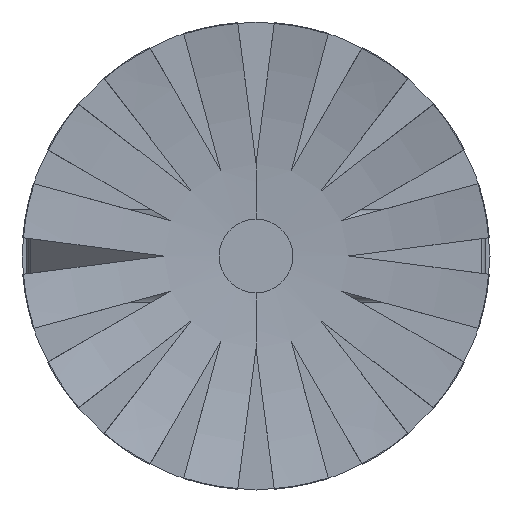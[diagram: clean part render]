
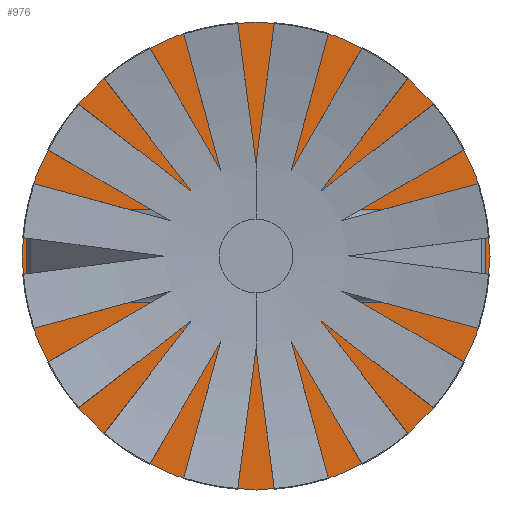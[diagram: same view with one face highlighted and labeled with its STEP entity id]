
A CAD part, front view. The second image highlights one B-rep face of the part: STEP entity #976.
In plain terms, the highlighted planar face has unit normal (0, -1, 0).
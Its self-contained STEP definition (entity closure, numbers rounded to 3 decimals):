
#46 = VECTOR ( 'NONE', #5424, 1000. ) ;
#87 = VERTEX_POINT ( 'NONE', #220 ) ;
#153 = EDGE_CURVE ( 'NONE', #4241, #262, #5803, .T. ) ;
#184 = VERTEX_POINT ( 'NONE', #6564 ) ;
#197 = DIRECTION ( 'NONE',  ( 0., 0., 1. ) ) ;
#220 = CARTESIAN_POINT ( 'NONE',  ( 0., -12., 12.7 ) ) ;
#243 = CARTESIAN_POINT ( 'NONE',  ( -12.452, -12., 2.5 ) ) ;
#262 = VERTEX_POINT ( 'NONE', #4628 ) ;
#289 = ORIENTED_EDGE ( 'NONE', *, *, #1866, .F. ) ;
#342 = EDGE_LOOP ( 'NONE', ( #5928, #5664 ) ) ;
#516 = ORIENTED_EDGE ( 'NONE', *, *, #1898, .T. ) ;
#607 = CARTESIAN_POINT ( 'NONE',  ( 6.102, -12., 2.5 ) ) ;
#661 = EDGE_CURVE ( 'NONE', #184, #4156, #862, .T. ) ;
#708 = CARTESIAN_POINT ( 'NONE',  ( -6.102, -12., -2.5 ) ) ;
#726 = CARTESIAN_POINT ( 'NONE',  ( -12.452, -12., 2.5 ) ) ;
#753 = CARTESIAN_POINT ( 'NONE',  ( 6.102, -12., -2.5 ) ) ;
#774 = LINE ( 'NONE', #6496, #4649 ) ;
#824 = CARTESIAN_POINT ( 'NONE',  ( 11.452, -12., -1.5 ) ) ;
#862 = LINE ( 'NONE', #1658, #6293 ) ;
#882 = CARTESIAN_POINT ( 'NONE',  ( 12.452, -12., 1.5 ) ) ;
#884 = CARTESIAN_POINT ( 'NONE',  ( 0., -12., 0. ) ) ;
#889 = VERTEX_POINT ( 'NONE', #1307 ) ;
#937 = CARTESIAN_POINT ( 'NONE',  ( 0., -12., 0. ) ) ;
#976 = ADVANCED_FACE ( 'NONE', ( #1442, #5718, #3097, #2935 ), #4045, .T. ) ;
#989 = CARTESIAN_POINT ( 'NONE',  ( 12.452, -12., -1.5 ) ) ;
#1026 = DIRECTION ( 'NONE',  ( 0., 0., -1. ) ) ;
#1051 = CARTESIAN_POINT ( 'NONE',  ( -11.452, -12., 1.5 ) ) ;
#1121 = DIRECTION ( 'NONE',  ( 0., 0., -1. ) ) ;
#1142 = EDGE_CURVE ( 'NONE', #2332, #5844, #4979, .T. ) ;
#1156 = EDGE_CURVE ( 'NONE', #87, #6358, #3268, .T. ) ;
#1213 = CARTESIAN_POINT ( 'NONE',  ( -6.102, -12., 2.5 ) ) ;
#1293 = CARTESIAN_POINT ( 'NONE',  ( -12.452, -12., -2.5 ) ) ;
#1307 = CARTESIAN_POINT ( 'NONE',  ( 0., -12., -4.5 ) ) ;
#1442 = FACE_OUTER_BOUND ( 'NONE', #5581, .T. ) ;
#1533 = CARTESIAN_POINT ( 'NONE',  ( -11.452, -12., -2.5 ) ) ;
#1658 = CARTESIAN_POINT ( 'NONE',  ( 6.102, -12., 2.5 ) ) ;
#1669 = ORIENTED_EDGE ( 'NONE', *, *, #5745, .F. ) ;
#1820 = ORIENTED_EDGE ( 'NONE', *, *, #1156, .T. ) ;
#1826 = EDGE_CURVE ( 'NONE', #4241, #4194, #774, .T. ) ;
#1831 = CARTESIAN_POINT ( 'NONE',  ( 11.452, -12., 1.5 ) ) ;
#1866 = EDGE_CURVE ( 'NONE', #6144, #5844, #5715, .T. ) ;
#1868 = LINE ( 'NONE', #243, #4261 ) ;
#1887 = VERTEX_POINT ( 'NONE', #2880 ) ;
#1898 = EDGE_CURVE ( 'NONE', #184, #4194, #2596, .T. ) ;
#1951 = DIRECTION ( 'NONE',  ( 0., -1., 0. ) ) ;
#2097 = EDGE_LOOP ( 'NONE', ( #5920, #5952, #4365, #289, #4554, #1669 ) ) ;
#2172 = ORIENTED_EDGE ( 'NONE', *, *, #2262, .F. ) ;
#2204 = DIRECTION ( 'NONE',  ( 0., -1., 0. ) ) ;
#2255 = DIRECTION ( 'NONE',  ( 1., 0., 0. ) ) ;
#2262 = EDGE_CURVE ( 'NONE', #4156, #5212, #4969, .T. ) ;
#2332 = VERTEX_POINT ( 'NONE', #1533 ) ;
#2409 = DIRECTION ( 'NONE',  ( 0., 1., 0. ) ) ;
#2412 = ORIENTED_EDGE ( 'NONE', *, *, #1826, .F. ) ;
#2424 = CARTESIAN_POINT ( 'NONE',  ( -11.452, -12., -1.5 ) ) ;
#2440 = VERTEX_POINT ( 'NONE', #6093 ) ;
#2484 = ORIENTED_EDGE ( 'NONE', *, *, #6751, .F. ) ;
#2518 = AXIS2_PLACEMENT_3D ( 'NONE', #3809, #5906, #3789 ) ;
#2596 = CIRCLE ( 'NONE', #3515, 1. ) ;
#2705 = EDGE_CURVE ( 'NONE', #1887, #889, #3486, .T. ) ;
#2763 = EDGE_CURVE ( 'NONE', #6358, #87, #3009, .T. ) ;
#2858 = DIRECTION ( 'NONE',  ( 0., 0., -1. ) ) ;
#2869 = AXIS2_PLACEMENT_3D ( 'NONE', #4279, #2204, #1121 ) ;
#2880 = CARTESIAN_POINT ( 'NONE',  ( 0., -12., 4.5 ) ) ;
#2935 = FACE_BOUND ( 'NONE', #2097, .T. ) ;
#2953 = CIRCLE ( 'NONE', #2518, 4.5 ) ;
#3009 = CIRCLE ( 'NONE', #2869, 12.7 ) ;
#3097 = FACE_BOUND ( 'NONE', #342, .T. ) ;
#3213 = AXIS2_PLACEMENT_3D ( 'NONE', #937, #6747, #4670 ) ;
#3268 = CIRCLE ( 'NONE', #3213, 12.7 ) ;
#3307 = CARTESIAN_POINT ( 'NONE',  ( -12.452, -12., 1.5 ) ) ;
#3370 = AXIS2_PLACEMENT_3D ( 'NONE', #2424, #3615, #5699 ) ;
#3388 = EDGE_LOOP ( 'NONE', ( #2412, #6271, #2484, #2172, #4407, #516 ) ) ;
#3426 = DIRECTION ( 'NONE',  ( 0., 0., -1. ) ) ;
#3486 = CIRCLE ( 'NONE', #4697, 4.5 ) ;
#3515 = AXIS2_PLACEMENT_3D ( 'NONE', #1831, #6544, #3426 ) ;
#3615 = DIRECTION ( 'NONE',  ( 0., 1., 0. ) ) ;
#3684 = DIRECTION ( 'NONE',  ( 0., 1., 0. ) ) ;
#3789 = DIRECTION ( 'NONE',  ( 0., 0., -1. ) ) ;
#3809 = CARTESIAN_POINT ( 'NONE',  ( 0., -12., 0. ) ) ;
#3824 = CARTESIAN_POINT ( 'NONE',  ( 6.102, -12., -2.5 ) ) ;
#3972 = DIRECTION ( 'NONE',  ( -1., 0., 0. ) ) ;
#4045 = PLANE ( 'NONE',  #5569 ) ;
#4150 = VECTOR ( 'NONE', #6767, 1000. ) ;
#4156 = VERTEX_POINT ( 'NONE', #5666 ) ;
#4194 = VERTEX_POINT ( 'NONE', #882 ) ;
#4234 = CARTESIAN_POINT ( 'NONE',  ( 0., -12., 0. ) ) ;
#4241 = VERTEX_POINT ( 'NONE', #989 ) ;
#4257 = LINE ( 'NONE', #1293, #46 ) ;
#4261 = VECTOR ( 'NONE', #3972, 1000. ) ;
#4274 = CARTESIAN_POINT ( 'NONE',  ( -6.102, -12., -2.5 ) ) ;
#4279 = CARTESIAN_POINT ( 'NONE',  ( 0., -12., 0. ) ) ;
#4280 = DIRECTION ( 'NONE',  ( -1., 0., 0. ) ) ;
#4352 = DIRECTION ( 'NONE',  ( 0., 0., 1. ) ) ;
#4365 = ORIENTED_EDGE ( 'NONE', *, *, #1142, .T. ) ;
#4407 = ORIENTED_EDGE ( 'NONE', *, *, #661, .F. ) ;
#4432 = EDGE_CURVE ( 'NONE', #889, #1887, #2953, .T. ) ;
#4444 = VERTEX_POINT ( 'NONE', #4274 ) ;
#4459 = ORIENTED_EDGE ( 'NONE', *, *, #2763, .T. ) ;
#4554 = ORIENTED_EDGE ( 'NONE', *, *, #6623, .T. ) ;
#4581 = DIRECTION ( 'NONE',  ( 0., 0., -1. ) ) ;
#4628 = CARTESIAN_POINT ( 'NONE',  ( 11.452, -12., -2.5 ) ) ;
#4649 = VECTOR ( 'NONE', #197, 1000. ) ;
#4670 = DIRECTION ( 'NONE',  ( 0., 0., -1. ) ) ;
#4697 = AXIS2_PLACEMENT_3D ( 'NONE', #4234, #3684, #1026 ) ;
#4730 = VECTOR ( 'NONE', #2858, 1000. ) ;
#4969 = LINE ( 'NONE', #607, #4150 ) ;
#4979 = CIRCLE ( 'NONE', #3370, 1. ) ;
#4991 = VECTOR ( 'NONE', #4352, 1000. ) ;
#5212 = VERTEX_POINT ( 'NONE', #753 ) ;
#5246 = DIRECTION ( 'NONE',  ( 0., 0., -1. ) ) ;
#5312 = LINE ( 'NONE', #3824, #6524 ) ;
#5342 = AXIS2_PLACEMENT_3D ( 'NONE', #1051, #6796, #5246 ) ;
#5424 = DIRECTION ( 'NONE',  ( 1., 0., 0. ) ) ;
#5544 = VERTEX_POINT ( 'NONE', #1213 ) ;
#5560 = EDGE_CURVE ( 'NONE', #4444, #5544, #6766, .T. ) ;
#5569 = AXIS2_PLACEMENT_3D ( 'NONE', #884, #1951, #4581 ) ;
#5581 = EDGE_LOOP ( 'NONE', ( #1820, #4459 ) ) ;
#5609 = CARTESIAN_POINT ( 'NONE',  ( 0., -12., -12.7 ) ) ;
#5641 = DIRECTION ( 'NONE',  ( 0., 0., -1. ) ) ;
#5664 = ORIENTED_EDGE ( 'NONE', *, *, #4432, .T. ) ;
#5666 = CARTESIAN_POINT ( 'NONE',  ( 6.102, -12., 2.5 ) ) ;
#5699 = DIRECTION ( 'NONE',  ( 0., 0., -1. ) ) ;
#5715 = LINE ( 'NONE', #726, #4730 ) ;
#5718 = FACE_BOUND ( 'NONE', #3388, .T. ) ;
#5745 = EDGE_CURVE ( 'NONE', #5544, #2440, #1868, .T. ) ;
#5777 = AXIS2_PLACEMENT_3D ( 'NONE', #824, #2409, #5641 ) ;
#5803 = CIRCLE ( 'NONE', #5777, 1. ) ;
#5807 = CIRCLE ( 'NONE', #5342, 1. ) ;
#5844 = VERTEX_POINT ( 'NONE', #6214 ) ;
#5906 = DIRECTION ( 'NONE',  ( 0., 1., 0. ) ) ;
#5920 = ORIENTED_EDGE ( 'NONE', *, *, #5560, .F. ) ;
#5928 = ORIENTED_EDGE ( 'NONE', *, *, #2705, .T. ) ;
#5952 = ORIENTED_EDGE ( 'NONE', *, *, #6248, .F. ) ;
#6093 = CARTESIAN_POINT ( 'NONE',  ( -11.452, -12., 2.5 ) ) ;
#6144 = VERTEX_POINT ( 'NONE', #3307 ) ;
#6214 = CARTESIAN_POINT ( 'NONE',  ( -12.452, -12., -1.5 ) ) ;
#6248 = EDGE_CURVE ( 'NONE', #2332, #4444, #4257, .T. ) ;
#6271 = ORIENTED_EDGE ( 'NONE', *, *, #153, .T. ) ;
#6293 = VECTOR ( 'NONE', #4280, 1000. ) ;
#6358 = VERTEX_POINT ( 'NONE', #5609 ) ;
#6496 = CARTESIAN_POINT ( 'NONE',  ( 12.452, -12., 2.5 ) ) ;
#6524 = VECTOR ( 'NONE', #2255, 1000. ) ;
#6544 = DIRECTION ( 'NONE',  ( 0., 1., 0. ) ) ;
#6564 = CARTESIAN_POINT ( 'NONE',  ( 11.452, -12., 2.5 ) ) ;
#6623 = EDGE_CURVE ( 'NONE', #6144, #2440, #5807, .T. ) ;
#6747 = DIRECTION ( 'NONE',  ( 0., -1., 0. ) ) ;
#6751 = EDGE_CURVE ( 'NONE', #5212, #262, #5312, .T. ) ;
#6766 = LINE ( 'NONE', #708, #4991 ) ;
#6767 = DIRECTION ( 'NONE',  ( 0., 0., -1. ) ) ;
#6796 = DIRECTION ( 'NONE',  ( 0., 1., 0. ) ) ;
